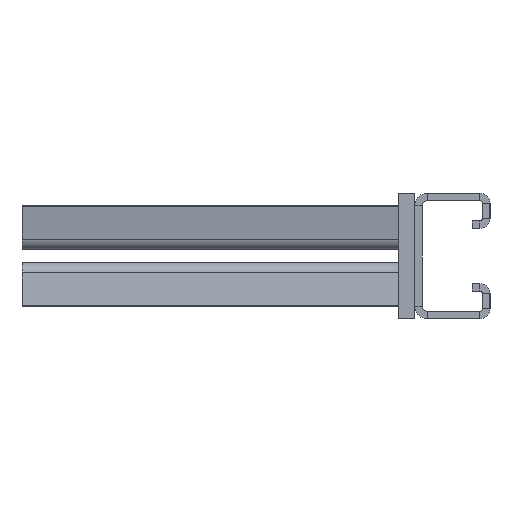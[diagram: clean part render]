
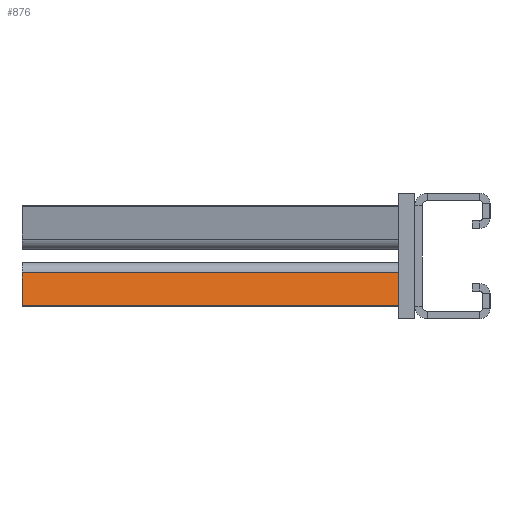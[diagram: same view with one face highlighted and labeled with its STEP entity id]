
A CAD part, left-side view. The second image highlights one B-rep face of the part: STEP entity #876.
In plain terms, the highlighted face is planar.
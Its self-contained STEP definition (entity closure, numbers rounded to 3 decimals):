
#239 = EDGE_CURVE ( 'NONE', #1888, #4254, #4844, .T. ) ;
#343 = LINE ( 'NONE', #3182, #4335 ) ;
#353 = VERTEX_POINT ( 'NONE', #4650 ) ;
#445 = CARTESIAN_POINT ( 'NONE',  ( 75., 34., -17.36 ) ) ;
#749 = ORIENTED_EDGE ( 'NONE', *, *, #1471, .T. ) ;
#876 = ADVANCED_FACE ( 'NONE', ( #1913 ), #2753, .F. ) ;
#939 = CARTESIAN_POINT ( 'NONE',  ( 75., 31.918, -4.218 ) ) ;
#1022 = ORIENTED_EDGE ( 'NONE', *, *, #4345, .F. ) ;
#1068 = AXIS2_PLACEMENT_3D ( 'NONE', #2812, #3107, #2737 ) ;
#1281 = CARTESIAN_POINT ( 'NONE',  ( -75., 34., -17.36 ) ) ;
#1388 = DIRECTION ( 'NONE',  ( 0., -0.156, 0.988 ) ) ;
#1471 = EDGE_CURVE ( 'NONE', #353, #4847, #2841, .T. ) ;
#1553 = DIRECTION ( 'NONE',  ( -1., 0., 0. ) ) ;
#1888 = VERTEX_POINT ( 'NONE', #939 ) ;
#1913 = FACE_OUTER_BOUND ( 'NONE', #3105, .T. ) ;
#2050 = CARTESIAN_POINT ( 'NONE',  ( 75., 31.918, -4.218 ) ) ;
#2240 = DIRECTION ( 'NONE',  ( -1., 0., 0. ) ) ;
#2249 = LINE ( 'NONE', #3382, #3171 ) ;
#2439 = DIRECTION ( 'NONE',  ( 0., -0.156, 0.988 ) ) ;
#2737 = DIRECTION ( 'NONE',  ( 0., 0.156, -0.988 ) ) ;
#2753 = PLANE ( 'NONE',  #1068 ) ;
#2812 = CARTESIAN_POINT ( 'NONE',  ( 75., 34., -17.36 ) ) ;
#2841 = LINE ( 'NONE', #445, #2966 ) ;
#2966 = VECTOR ( 'NONE', #1553, 1000. ) ;
#3009 = CARTESIAN_POINT ( 'NONE',  ( -75., 31.918, -4.218 ) ) ;
#3105 = EDGE_LOOP ( 'NONE', ( #4223, #4752, #1022, #749 ) ) ;
#3107 = DIRECTION ( 'NONE',  ( 0., -0.988, -0.156 ) ) ;
#3171 = VECTOR ( 'NONE', #1388, 1000. ) ;
#3182 = CARTESIAN_POINT ( 'NONE',  ( 75., 34., -17.36 ) ) ;
#3382 = CARTESIAN_POINT ( 'NONE',  ( -75., 34., -17.36 ) ) ;
#4071 = EDGE_CURVE ( 'NONE', #4847, #4254, #2249, .T. ) ;
#4223 = ORIENTED_EDGE ( 'NONE', *, *, #4071, .T. ) ;
#4254 = VERTEX_POINT ( 'NONE', #3009 ) ;
#4335 = VECTOR ( 'NONE', #2439, 1000. ) ;
#4345 = EDGE_CURVE ( 'NONE', #353, #1888, #343, .T. ) ;
#4489 = VECTOR ( 'NONE', #2240, 1000. ) ;
#4650 = CARTESIAN_POINT ( 'NONE',  ( 75., 34., -17.36 ) ) ;
#4752 = ORIENTED_EDGE ( 'NONE', *, *, #239, .F. ) ;
#4844 = LINE ( 'NONE', #2050, #4489 ) ;
#4847 = VERTEX_POINT ( 'NONE', #1281 ) ;
